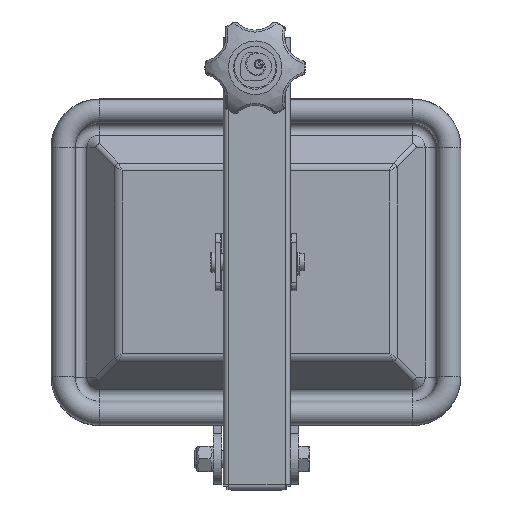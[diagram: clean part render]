
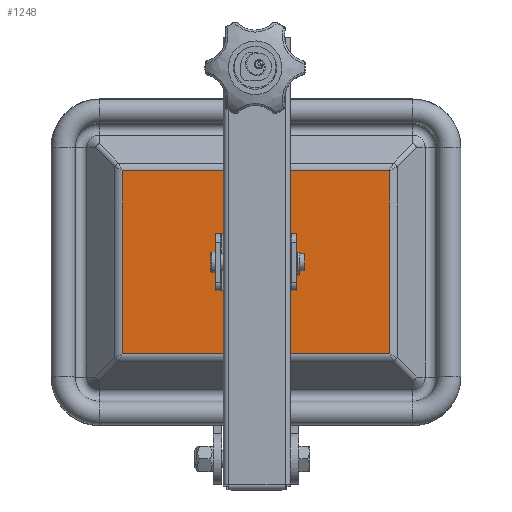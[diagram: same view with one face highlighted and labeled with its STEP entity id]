
A CAD part, top view. The second image highlights one B-rep face of the part: STEP entity #1248.
In plain terms, the highlighted planar face has unit normal (0, 0, 1).
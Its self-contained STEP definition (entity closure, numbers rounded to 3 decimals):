
#1248 = ADVANCED_FACE( '', ( #2781 ), #2782, .T. );
#2781 = FACE_OUTER_BOUND( '', #6048, .T. );
#2782 = PLANE( '', #6049 );
#6048 = EDGE_LOOP( '', ( #13031, #13032, #13033, #13034 ) );
#6049 = AXIS2_PLACEMENT_3D( '', #13035, #13036, #13037 );
#13031 = ORIENTED_EDGE( '', *, *, #17785, .T. );
#13032 = ORIENTED_EDGE( '', *, *, #17786, .T. );
#13033 = ORIENTED_EDGE( '', *, *, #17787, .T. );
#13034 = ORIENTED_EDGE( '', *, *, #17788, .T. );
#13035 = CARTESIAN_POINT( '', ( 82.379, -57.379, 27. ) );
#13036 = DIRECTION( '', ( 0., 0., 1. ) );
#13037 = DIRECTION( '', ( 1., 0., 0. ) );
#17785 = EDGE_CURVE( '', #20184, #20000, #20185, .F. );
#17786 = EDGE_CURVE( '', #20000, #20186, #20187, .T. );
#17787 = EDGE_CURVE( '', #20186, #20188, #20189, .T. );
#17788 = EDGE_CURVE( '', #20188, #20184, #20190, .F. );
#20000 = VERTEX_POINT( '', #23688 );
#20184 = VERTEX_POINT( '', #24159 );
#20185 = LINE( '', #24160, #24161 );
#20186 = VERTEX_POINT( '', #24162 );
#20187 = LINE( '', #24163, #24164 );
#20188 = VERTEX_POINT( '', #24165 );
#20189 = LINE( '', #24166, #24167 );
#20190 = LINE( '', #24168, #24169 );
#23688 = CARTESIAN_POINT( '', ( 79.553, -54.553, 27. ) );
#24159 = CARTESIAN_POINT( '', ( -79.553, -54.553, 27. ) );
#24160 = CARTESIAN_POINT( '', ( 82.379, -54.553, 27. ) );
#24161 = VECTOR( '', #29546, 1000. );
#24162 = CARTESIAN_POINT( '', ( 79.553, 54.553, 27. ) );
#24163 = CARTESIAN_POINT( '', ( 79.553, 57.379, 27. ) );
#24164 = VECTOR( '', #29547, 1000. );
#24165 = CARTESIAN_POINT( '', ( -79.553, 54.553, 27. ) );
#24166 = CARTESIAN_POINT( '', ( -82.379, 54.553, 27. ) );
#24167 = VECTOR( '', #29548, 1000. );
#24168 = CARTESIAN_POINT( '', ( -79.553, -57.379, 27. ) );
#24169 = VECTOR( '', #29549, 1000. );
#29546 = DIRECTION( '', ( -1., 0., 0. ) );
#29547 = DIRECTION( '', ( 0., 1., 0. ) );
#29548 = DIRECTION( '', ( -1., 0., 0. ) );
#29549 = DIRECTION( '', ( 0., 1., 0. ) );
